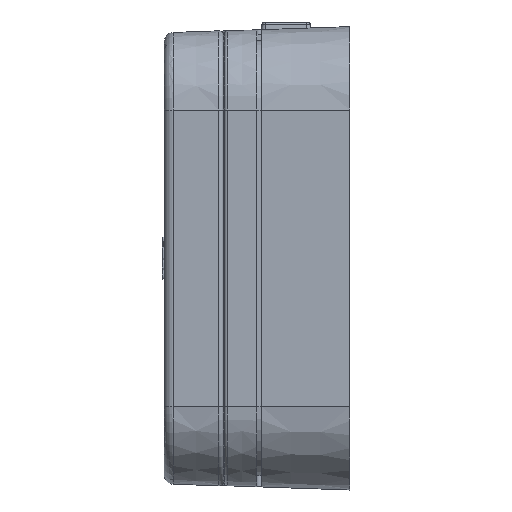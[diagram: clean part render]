
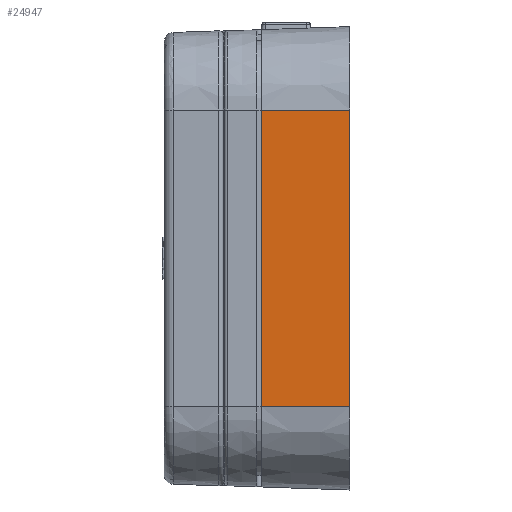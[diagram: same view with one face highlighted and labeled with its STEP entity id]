
A CAD part, left-side view. The second image highlights one B-rep face of the part: STEP entity #24947.
In plain terms, the highlighted planar face has unit normal (-0.999, 0.035, 0).
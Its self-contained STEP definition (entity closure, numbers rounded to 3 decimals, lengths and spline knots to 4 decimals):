
#3261=FACE_OUTER_BOUND('',#4804,.T.);
#4804=EDGE_LOOP('',(#21528,#21529,#21530,#21531));
#6899=LINE('',#43927,#9224);
#6971=LINE('',#47282,#9296);
#7036=LINE('',#48056,#9361);
#7037=LINE('',#48057,#9362);
#9224=VECTOR('',#32698,1.2598);
#9296=VECTOR('',#32880,0.3742);
#9361=VECTOR('',#33415,1.2598);
#9362=VECTOR('',#33416,0.3742);
#11479=VERTEX_POINT('',#43924);
#11480=VERTEX_POINT('',#43926);
#11671=VERTEX_POINT('',#47280);
#11800=VERTEX_POINT('',#48055);
#14731=EDGE_CURVE('',#11479,#11480,#6899,.T.);
#14933=EDGE_CURVE('',#11479,#11671,#6971,.T.);
#15153=EDGE_CURVE('',#11671,#11800,#7036,.T.);
#15154=EDGE_CURVE('',#11480,#11800,#7037,.T.);
#21528=ORIENTED_EDGE('',*,*,#15153,.T.);
#21529=ORIENTED_EDGE('',*,*,#15154,.F.);
#21530=ORIENTED_EDGE('',*,*,#14731,.F.);
#21531=ORIENTED_EDGE('',*,*,#14933,.T.);
#23816=PLANE('',#27254);
#24947=ADVANCED_FACE('',(#3261),#23816,.T.);
#27254=AXIS2_PLACEMENT_3D('',#48054,#33413,#33414);
#32698=DIRECTION('',(0.,0.,-1.));
#32880=DIRECTION('',(0.035,0.999,0.));
#33413=DIRECTION('center_axis',(-0.999,0.035,0.));
#33414=DIRECTION('ref_axis',(0.,0.,1.));
#33415=DIRECTION('',(0.,0.,-1.));
#33416=DIRECTION('',(0.035,0.999,0.));
#43924=CARTESIAN_POINT('',(-2.1457,0.,0.6299));
#43926=CARTESIAN_POINT('',(-2.1457,0.,-0.6299));
#43927=CARTESIAN_POINT('',(-2.1457,0.,0.6299));
#47280=CARTESIAN_POINT('',(-2.1326,0.374,0.6299));
#47282=CARTESIAN_POINT('',(-2.1457,0.,0.6299));
#48054=CARTESIAN_POINT('Origin',(-2.1457,0.,-1.0636));
#48055=CARTESIAN_POINT('',(-2.1326,0.374,-0.6299));
#48056=CARTESIAN_POINT('',(-2.1326,0.374,0.6299));
#48057=CARTESIAN_POINT('',(-2.1457,0.,-0.6299));
